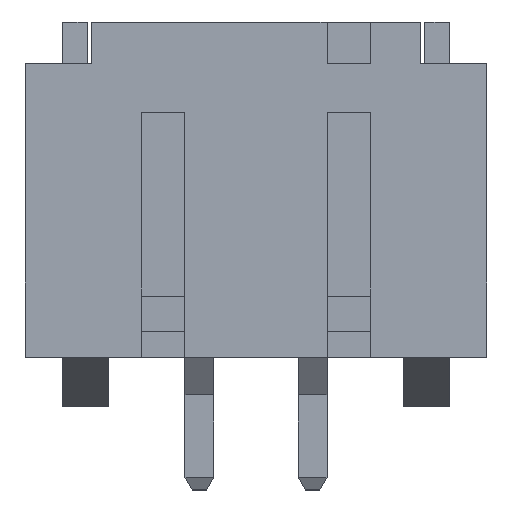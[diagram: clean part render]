
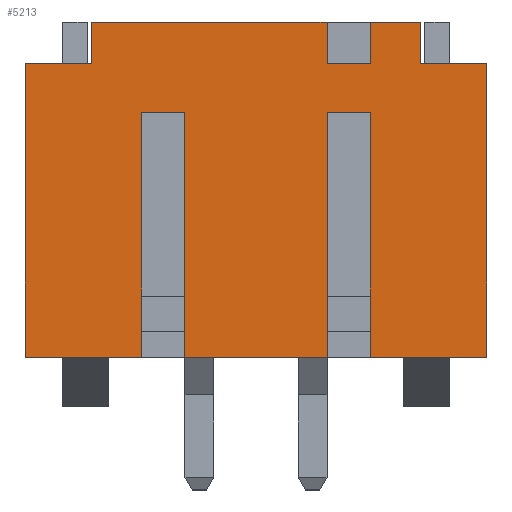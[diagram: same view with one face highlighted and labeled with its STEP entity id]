
A CAD part, top view. The second image highlights one B-rep face of the part: STEP entity #5213.
In plain terms, the highlighted planar face has unit normal (0, 0, 1).
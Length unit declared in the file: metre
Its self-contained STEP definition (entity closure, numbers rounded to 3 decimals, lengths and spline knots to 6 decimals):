
#730=ORIENTED_EDGE('',*,*,#1618,.F.);
#731=ORIENTED_EDGE('',*,*,#1925,.F.);
#732=ORIENTED_EDGE('',*,*,#1908,.F.);
#733=ORIENTED_EDGE('',*,*,#1766,.T.);
#734=ORIENTED_EDGE('',*,*,#1736,.T.);
#735=ORIENTED_EDGE('',*,*,#1926,.T.);
#736=ORIENTED_EDGE('',*,*,#1716,.T.);
#737=ORIENTED_EDGE('',*,*,#1710,.T.);
#738=ORIENTED_EDGE('',*,*,#1721,.T.);
#739=ORIENTED_EDGE('',*,*,#1921,.T.);
#740=ORIENTED_EDGE('',*,*,#1646,.T.);
#741=ORIENTED_EDGE('',*,*,#1641,.T.);
#742=ORIENTED_EDGE('',*,*,#1635,.T.);
#743=ORIENTED_EDGE('',*,*,#1927,.T.);
#744=ORIENTED_EDGE('',*,*,#1654,.T.);
#745=ORIENTED_EDGE('',*,*,#1699,.F.);
#746=ORIENTED_EDGE('',*,*,#1907,.T.);
#747=ORIENTED_EDGE('',*,*,#1928,.F.);
#748=ORIENTED_EDGE('',*,*,#1613,.F.);
#749=ORIENTED_EDGE('',*,*,#1616,.F.);
#1613=EDGE_CURVE('',#2337,#2338,#2816,.T.);
#1616=EDGE_CURVE('',#2339,#2337,#2819,.T.);
#1618=EDGE_CURVE('',#2340,#2339,#2821,.T.);
#1635=EDGE_CURVE('',#2355,#2356,#2838,.T.);
#1641=EDGE_CURVE('',#2361,#2355,#2844,.T.);
#1646=EDGE_CURVE('',#2364,#2361,#2849,.T.);
#1654=EDGE_CURVE('',#2370,#2368,#2857,.T.);
#1699=EDGE_CURVE('',#2401,#2368,#2902,.T.);
#1710=EDGE_CURVE('',#2407,#2408,#2913,.T.);
#1716=EDGE_CURVE('',#2412,#2407,#2919,.T.);
#1721=EDGE_CURVE('',#2408,#2416,#2924,.T.);
#1736=EDGE_CURVE('',#2429,#2428,#2939,.T.);
#1766=EDGE_CURVE('',#2450,#2429,#2969,.T.);
#1907=EDGE_CURVE('',#2401,#2532,#3110,.T.);
#1908=EDGE_CURVE('',#2450,#2533,#3111,.T.);
#1921=EDGE_CURVE('',#2416,#2364,#3124,.T.);
#1925=EDGE_CURVE('',#2533,#2340,#3128,.T.);
#1926=EDGE_CURVE('',#2428,#2412,#3129,.T.);
#1927=EDGE_CURVE('',#2356,#2370,#3130,.T.);
#1928=EDGE_CURVE('',#2338,#2532,#3131,.T.);
#2337=VERTEX_POINT('',#7591);
#2338=VERTEX_POINT('',#7592);
#2339=VERTEX_POINT('',#7597);
#2340=VERTEX_POINT('',#7601);
#2355=VERTEX_POINT('',#7638);
#2356=VERTEX_POINT('',#7639);
#2361=VERTEX_POINT('',#7651);
#2364=VERTEX_POINT('',#7660);
#2368=VERTEX_POINT('',#7673);
#2370=VERTEX_POINT('',#7676);
#2401=VERTEX_POINT('',#7763);
#2407=VERTEX_POINT('',#7786);
#2408=VERTEX_POINT('',#7787);
#2412=VERTEX_POINT('',#7798);
#2416=VERTEX_POINT('',#7808);
#2428=VERTEX_POINT('',#7836);
#2429=VERTEX_POINT('',#7838);
#2450=VERTEX_POINT('',#7896);
#2532=VERTEX_POINT('',#8174);
#2533=VERTEX_POINT('',#8178);
#2816=LINE('',#7590,#3461);
#2819=LINE('',#7596,#3464);
#2821=LINE('',#7600,#3466);
#2838=LINE('',#7637,#3483);
#2844=LINE('',#7650,#3489);
#2849=LINE('',#7659,#3494);
#2857=LINE('',#7675,#3502);
#2902=LINE('',#7764,#3547);
#2913=LINE('',#7785,#3558);
#2919=LINE('',#7797,#3564);
#2924=LINE('',#7807,#3569);
#2939=LINE('',#7837,#3584);
#2969=LINE('',#7895,#3614);
#3110=LINE('',#8175,#3755);
#3111=LINE('',#8177,#3756);
#3124=LINE('',#8202,#3769);
#3128=LINE('',#8214,#3773);
#3129=LINE('',#8215,#3774);
#3130=LINE('',#8216,#3775);
#3131=LINE('',#8217,#3776);
#3461=VECTOR('',#6430,1.);
#3464=VECTOR('',#6435,1.);
#3466=VECTOR('',#6439,1.);
#3483=VECTOR('',#6466,1.);
#3489=VECTOR('',#6474,1.);
#3494=VECTOR('',#6481,1.);
#3502=VECTOR('',#6493,1.);
#3547=VECTOR('',#6562,1.);
#3558=VECTOR('',#6583,1.);
#3564=VECTOR('',#6591,1.);
#3569=VECTOR('',#6598,1.);
#3584=VECTOR('',#6617,1.);
#3614=VECTOR('',#6661,1.);
#3755=VECTOR('',#6914,1.);
#3756=VECTOR('',#6917,1.);
#3769=VECTOR('',#6942,1.);
#3773=VECTOR('',#6962,1.);
#3774=VECTOR('',#6963,1.);
#3775=VECTOR('',#6964,1.);
#3776=VECTOR('',#6965,1.);
#4212=EDGE_LOOP('',(#730,#731,#732,#733,#734,#735,#736,#737,#738,#739,#740,
#741,#742,#743,#744,#745,#746,#747,#748,#749));
#4527=FACE_BOUND('',#4212,.T.);
#4838=PLANE('',#6268);
#5213=ADVANCED_FACE('',(#4527),#4838,.T.);
#6268=AXIS2_PLACEMENT_3D('',#8213,#6960,#6961);
#6430=DIRECTION('',(0.,1.,0.));
#6435=DIRECTION('',(1.,0.,0.));
#6439=DIRECTION('',(0.,-1.,0.));
#6466=DIRECTION('',(0.,-1.,0.));
#6474=DIRECTION('',(1.,0.,0.));
#6481=DIRECTION('',(0.,1.,0.));
#6493=DIRECTION('',(0.,1.,0.));
#6562=DIRECTION('',(1.,0.,0.));
#6583=DIRECTION('',(1.,0.,0.));
#6591=DIRECTION('',(0.,1.,0.));
#6598=DIRECTION('',(0.,-1.,0.));
#6617=DIRECTION('',(0.,-1.,0.));
#6661=DIRECTION('',(-1.,0.,0.));
#6914=DIRECTION('',(0.,1.,0.));
#6917=DIRECTION('',(0.,1.,0.));
#6942=DIRECTION('',(1.,0.,0.));
#6960=DIRECTION('',(0.,0.,1.));
#6961=DIRECTION('',(1.,0.,0.));
#6962=DIRECTION('',(1.,0.,0.));
#6963=DIRECTION('',(1.,0.,0.));
#6964=DIRECTION('',(1.,0.,0.));
#6965=DIRECTION('',(1.,0.,0.));
#7590=CARTESIAN_POINT('',(0.002016,0.006655,0.005385));
#7591=CARTESIAN_POINT('',(0.002016,0.007521,0.005385));
#7592=CARTESIAN_POINT('',(0.002016,0.008255,0.005385));
#7596=CARTESIAN_POINT('',(-0.0026,0.007521,0.005385));
#7597=CARTESIAN_POINT('',(0.001254,0.007521,0.005385));
#7600=CARTESIAN_POINT('',(0.001254,0.,0.005385));
#7601=CARTESIAN_POINT('',(0.001254,0.008255,0.005385));
#7637=CARTESIAN_POINT('',(0.002016,0.006655,0.005385));
#7638=CARTESIAN_POINT('',(0.002016,0.006655,0.005385));
#7639=CARTESIAN_POINT('',(0.002016,0.002337,0.005385));
#7650=CARTESIAN_POINT('',(-0.002905,0.006655,0.005385));
#7651=CARTESIAN_POINT('',(0.001254,0.006655,0.005385));
#7659=CARTESIAN_POINT('',(0.001254,0.002337,0.005385));
#7660=CARTESIAN_POINT('',(0.001254,0.002337,0.005385));
#7673=CARTESIAN_POINT('',(0.004073,0.007521,0.005385));
#7675=CARTESIAN_POINT('',(0.004073,0.002337,0.005385));
#7676=CARTESIAN_POINT('',(0.004073,0.002337,0.005385));
#7763=CARTESIAN_POINT('',(0.002905,0.007521,0.005385));
#7764=CARTESIAN_POINT('',(-0.0026,0.007521,0.005385));
#7785=CARTESIAN_POINT('',(-0.002016,0.006655,0.005385));
#7786=CARTESIAN_POINT('',(-0.002016,0.006655,0.005385));
#7787=CARTESIAN_POINT('',(-0.001254,0.006655,0.005385));
#7797=CARTESIAN_POINT('',(-0.002016,0.002337,0.005385));
#7798=CARTESIAN_POINT('',(-0.002016,0.002337,0.005385));
#7807=CARTESIAN_POINT('',(-0.001254,0.002337,0.005385));
#7808=CARTESIAN_POINT('',(-0.001254,0.002337,0.005385));
#7836=CARTESIAN_POINT('',(-0.004073,0.002337,0.005385));
#7837=CARTESIAN_POINT('',(-0.004073,0.007521,0.005385));
#7838=CARTESIAN_POINT('',(-0.004073,0.007521,0.005385));
#7895=CARTESIAN_POINT('',(-0.0026,0.007521,0.005385));
#7896=CARTESIAN_POINT('',(-0.002905,0.007521,0.005385));
#8174=CARTESIAN_POINT('',(0.002905,0.008255,0.005385));
#8175=CARTESIAN_POINT('',(0.002905,0.002337,0.005385));
#8177=CARTESIAN_POINT('',(-0.002905,0.002337,0.005385));
#8178=CARTESIAN_POINT('',(-0.002905,0.008255,0.005385));
#8202=CARTESIAN_POINT('',(-0.002905,0.002337,0.005385));
#8213=CARTESIAN_POINT('',(-0.002905,0.002337,0.005385));
#8214=CARTESIAN_POINT('',(-0.002905,0.008255,0.005385));
#8215=CARTESIAN_POINT('',(-0.002905,0.002337,0.005385));
#8216=CARTESIAN_POINT('',(-0.002905,0.002337,0.005385));
#8217=CARTESIAN_POINT('',(-0.002905,0.008255,0.005385));
